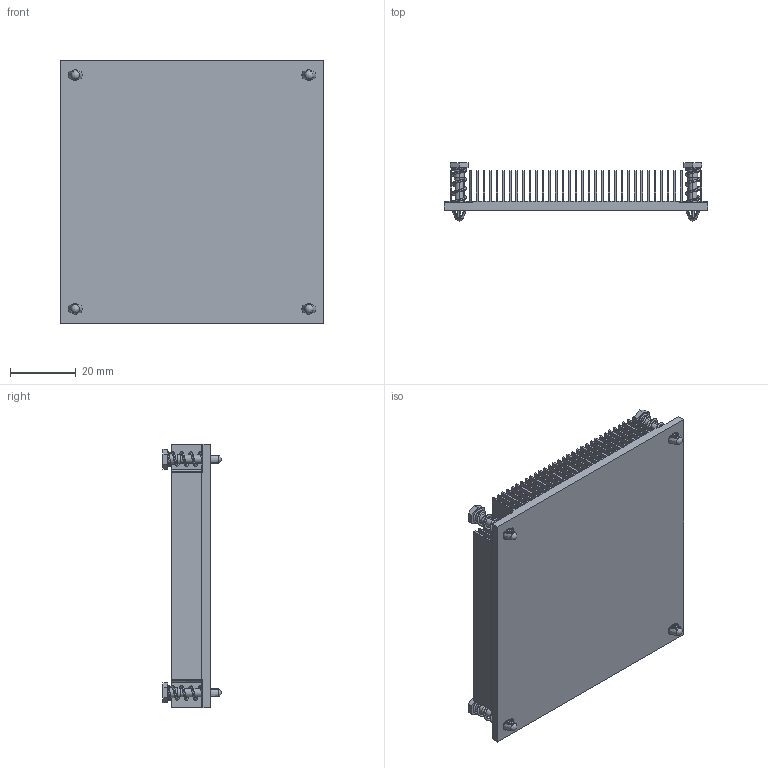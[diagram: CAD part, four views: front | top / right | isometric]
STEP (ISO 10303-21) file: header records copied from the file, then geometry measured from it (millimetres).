
FILE_DESCRIPTION (( 'STEP AP214' ), '1' );
FILE_NAME ('skivedfin.CU_SKV808012.STEP', '2019-01-07T16:32:28', ( '' ), ( '' ), 'SwSTEP 2.0', 'SolidWorks 2018', '' );
FILE_SCHEMA (( 'AUTOMOTIVE_DESIGN' ));
Length unit declared in the file: millimetre
Products named in the file (4): Spring_C0180-026-0500-S; skivedfin.CU_SKV808012; skived_fin_CU_skv808012; 103904
Assembly tree (9 placements, depth 2):
  skivedfin.CU_SKV808012
    skived_fin_CU_skv808012
    103904  x4
    Spring_C0180-026-0500-S  x4
Bounding box: 80 x 17.75 x 80 mm (x, y, z)
Volume: 32016.4 mm3; surface area: 70574.1 mm2
Topology: 9 solids, 9 shells, 534 faces, 1408 edges, 896 vertices
Faces by surface type: plane 310, bspline 116, cylinder 92, cone 16
Entity records: 10964 total; most frequent: CARTESIAN_POINT 3969, ORIENTED_EDGE 1532, DIRECTION 1270, EDGE_CURVE 766, VECTOR 612, LINE 612, VERTEX_POINT 500, AXIS2_PLACEMENT_3D 329
